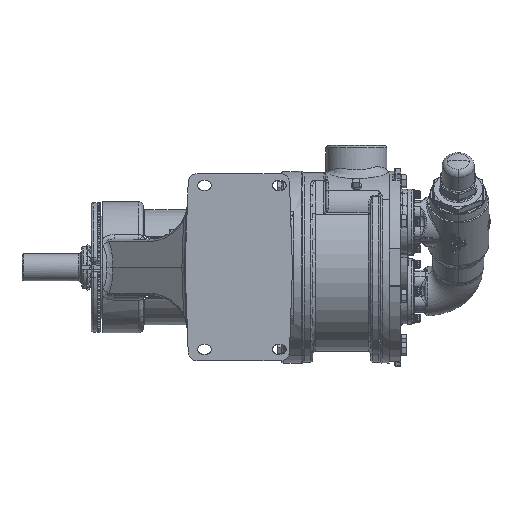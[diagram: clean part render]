
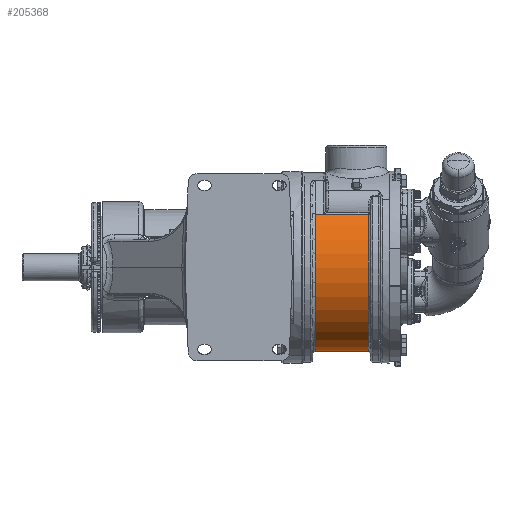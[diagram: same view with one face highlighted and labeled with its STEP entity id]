
A CAD part, front view. The second image highlights one B-rep face of the part: STEP entity #205368.
In plain terms, the highlighted cylindrical face has radius 114.3 mm (diameter 228.6 mm), a partial arc.
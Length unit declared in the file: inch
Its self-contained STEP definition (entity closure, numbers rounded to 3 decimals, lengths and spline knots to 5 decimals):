
#3299 = AXIS2_PLACEMENT_3D ( 'NONE', #75681, #115520, #111981 ) ;
#9839 = AXIS2_PLACEMENT_3D ( 'NONE', #114697, #212455, #160473 ) ;
#18816 = ORIENTED_EDGE ( 'NONE', *, *, #151802, .T. ) ;
#22401 = CYLINDRICAL_SURFACE ( 'NONE', #3299, 4.5 ) ;
#27890 = LINE ( 'NONE', #63003, #161952 ) ;
#32136 = CIRCLE ( 'NONE', #70825, 4.5 ) ;
#48537 = CIRCLE ( 'NONE', #9839, 4.5 ) ;
#56824 = CARTESIAN_POINT ( 'NONE',  ( 3.975, 0., -4.5 ) ) ;
#63003 = CARTESIAN_POINT ( 'NONE',  ( 1.015, 0., -4.5 ) ) ;
#70825 = AXIS2_PLACEMENT_3D ( 'NONE', #82252, #213937, #139053 ) ;
#75100 = EDGE_LOOP ( 'NONE', ( #103699, #222421, #132544, #18816 ) ) ;
#75681 = CARTESIAN_POINT ( 'NONE',  ( 1.015, 0., 0. ) ) ;
#81902 = VERTEX_POINT ( 'NONE', #129748 ) ;
#82252 = CARTESIAN_POINT ( 'NONE',  ( 1.135, 0., 0. ) ) ;
#96180 = VERTEX_POINT ( 'NONE', #56824 ) ;
#103699 = ORIENTED_EDGE ( 'NONE', *, *, #104944, .T. ) ;
#104777 = VECTOR ( 'NONE', #164548, 39.37008 ) ;
#104944 = EDGE_CURVE ( 'NONE', #81902, #193415, #32136, .T. ) ;
#109288 = EDGE_CURVE ( 'NONE', #193415, #96180, #27890, .T. ) ;
#111981 = DIRECTION ( 'NONE',  ( 0., 0., -1. ) ) ;
#114697 = CARTESIAN_POINT ( 'NONE',  ( 3.975, 0., 0. ) ) ;
#115520 = DIRECTION ( 'NONE',  ( 1., 0., 0. ) ) ;
#129499 = CARTESIAN_POINT ( 'NONE',  ( 1.015, -3.49055, 2.84008 ) ) ;
#129748 = CARTESIAN_POINT ( 'NONE',  ( 1.135, -3.49055, 2.84008 ) ) ;
#132544 = ORIENTED_EDGE ( 'NONE', *, *, #234509, .T. ) ;
#133645 = FACE_OUTER_BOUND ( 'NONE', #75100, .T. ) ;
#137527 = CARTESIAN_POINT ( 'NONE',  ( 3.975, -3.49055, 2.84008 ) ) ;
#139053 = DIRECTION ( 'NONE',  ( 0., 0., 1. ) ) ;
#147595 = LINE ( 'NONE', #129499, #104777 ) ;
#151802 = EDGE_CURVE ( 'NONE', #219375, #81902, #147595, .T. ) ;
#153636 = DIRECTION ( 'NONE',  ( 1., 0., 0. ) ) ;
#160473 = DIRECTION ( 'NONE',  ( 0., 0., 1. ) ) ;
#161952 = VECTOR ( 'NONE', #153636, 39.37008 ) ;
#164548 = DIRECTION ( 'NONE',  ( -1., 0., 0. ) ) ;
#193415 = VERTEX_POINT ( 'NONE', #216520 ) ;
#205368 = ADVANCED_FACE ( 'Defeatured_0_406', ( #133645 ), #22401, .T. ) ;
#212455 = DIRECTION ( 'NONE',  ( -1., 0., 0. ) ) ;
#213937 = DIRECTION ( 'NONE',  ( 1., 0., 0. ) ) ;
#216520 = CARTESIAN_POINT ( 'NONE',  ( 1.135, 0., -4.5 ) ) ;
#219375 = VERTEX_POINT ( 'NONE', #137527 ) ;
#222421 = ORIENTED_EDGE ( 'NONE', *, *, #109288, .T. ) ;
#234509 = EDGE_CURVE ( 'NONE', #96180, #219375, #48537, .T. ) ;
